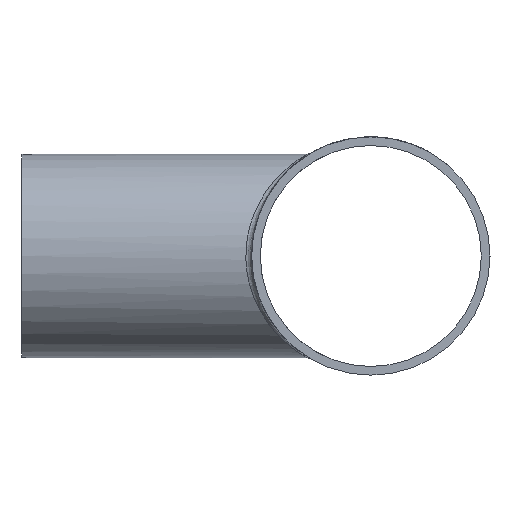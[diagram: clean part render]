
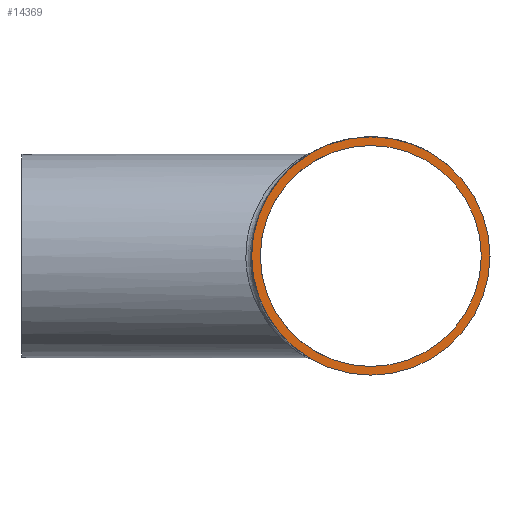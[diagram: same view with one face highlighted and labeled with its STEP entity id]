
A CAD part, left-side view. The second image highlights one B-rep face of the part: STEP entity #14369.
In plain terms, the highlighted planar face has unit normal (-1, 0, 0).
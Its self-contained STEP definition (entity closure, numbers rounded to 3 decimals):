
#439 = CARTESIAN_POINT ( 'NONE',  ( -60., 0., 20.5 ) ) ;
#1755 = FACE_OUTER_BOUND ( 'NONE', #13869, .T. ) ;
#1786 = CARTESIAN_POINT ( 'NONE',  ( -60., 0., 0. ) ) ;
#3125 = FACE_BOUND ( 'NONE', #7999, .T. ) ;
#3457 = EDGE_CURVE ( 'NONE', #8050, #8050, #4007, .T. ) ;
#3797 = AXIS2_PLACEMENT_3D ( 'NONE', #17052, #4198, #4462 ) ;
#4007 = CIRCLE ( 'NONE', #12515, 19. ) ;
#4198 = DIRECTION ( 'NONE',  ( -1., 0., 0. ) ) ;
#4404 = PLANE ( 'NONE',  #8449 ) ;
#4462 = DIRECTION ( 'NONE',  ( 0., 0., 1. ) ) ;
#4949 = DIRECTION ( 'NONE',  ( -1., 0., 0. ) ) ;
#5789 = CARTESIAN_POINT ( 'NONE',  ( -60., 0., 0. ) ) ;
#7999 = EDGE_LOOP ( 'NONE', ( #12757 ) ) ;
#8050 = VERTEX_POINT ( 'NONE', #13669 ) ;
#8449 = AXIS2_PLACEMENT_3D ( 'NONE', #5789, #11389, #10174 ) ;
#10174 = DIRECTION ( 'NONE',  ( 0., 0., 1. ) ) ;
#11346 = VERTEX_POINT ( 'NONE', #439 ) ;
#11389 = DIRECTION ( 'NONE',  ( -1., 0., 0. ) ) ;
#11852 = DIRECTION ( 'NONE',  ( 0., 0., 1. ) ) ;
#12515 = AXIS2_PLACEMENT_3D ( 'NONE', #1786, #4949, #11852 ) ;
#12757 = ORIENTED_EDGE ( 'NONE', *, *, #3457, .F. ) ;
#13162 = CIRCLE ( 'NONE', #3797, 20.5 ) ;
#13367 = EDGE_CURVE ( 'NONE', #11346, #11346, #13162, .T. ) ;
#13669 = CARTESIAN_POINT ( 'NONE',  ( -60., 0., 19. ) ) ;
#13869 = EDGE_LOOP ( 'NONE', ( #17095 ) ) ;
#14369 = ADVANCED_FACE ( 'NONE', ( #3125, #1755 ), #4404, .T. ) ;
#17052 = CARTESIAN_POINT ( 'NONE',  ( -60., 0., 0. ) ) ;
#17095 = ORIENTED_EDGE ( 'NONE', *, *, #13367, .T. ) ;
